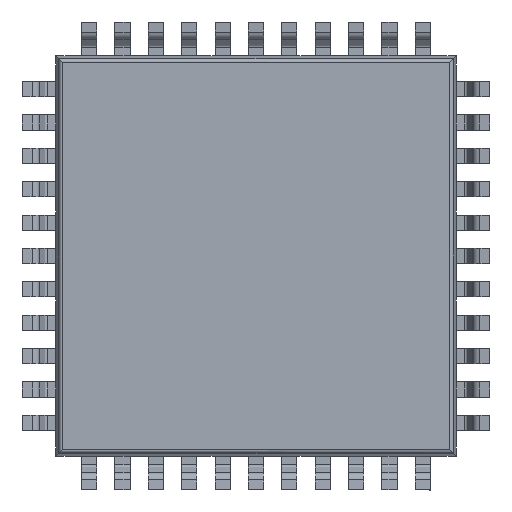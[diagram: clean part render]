
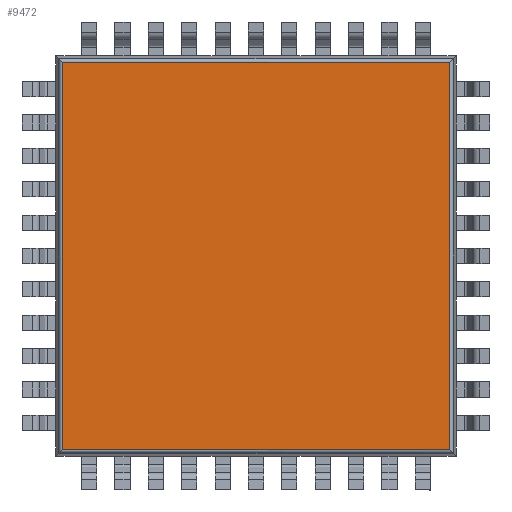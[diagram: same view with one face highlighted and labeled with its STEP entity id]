
A CAD part, front view. The second image highlights one B-rep face of the part: STEP entity #9472.
In plain terms, the highlighted planar face has unit normal (0, -1, 0).
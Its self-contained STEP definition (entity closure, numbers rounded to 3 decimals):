
#151 = CARTESIAN_POINT ( 'NONE',  ( 5.807, 0.15, -6. ) ) ;
#385 = CARTESIAN_POINT ( 'NONE',  ( -6., 0.15, -6. ) ) ;
#409 = DIRECTION ( 'NONE',  ( 1., 0., 0. ) ) ;
#604 = VERTEX_POINT ( 'NONE', #13053 ) ;
#638 = ORIENTED_EDGE ( 'NONE', *, *, #4183, .T. ) ;
#999 = EDGE_CURVE ( 'NONE', #604, #10248, #20747, .T. ) ;
#2444 = DIRECTION ( 'NONE',  ( 0., -1., 0. ) ) ;
#3636 = EDGE_LOOP ( 'NONE', ( #8605, #26216, #638, #18904 ) ) ;
#3943 = CARTESIAN_POINT ( 'NONE',  ( -6., 0.15, 5.807 ) ) ;
#4183 = EDGE_CURVE ( 'NONE', #10248, #11638, #27590, .T. ) ;
#5563 = VECTOR ( 'NONE', #8686, 1000. ) ;
#5963 = LINE ( 'NONE', #23928, #8295 ) ;
#7265 = DIRECTION ( 'NONE',  ( 0., 0., 1. ) ) ;
#8117 = CARTESIAN_POINT ( 'NONE',  ( -5.807, 0.15, 5.807 ) ) ;
#8165 = VERTEX_POINT ( 'NONE', #8117 ) ;
#8295 = VECTOR ( 'NONE', #19486, 1000. ) ;
#8605 = ORIENTED_EDGE ( 'NONE', *, *, #10241, .T. ) ;
#8686 = DIRECTION ( 'NONE',  ( -1., 0., 0. ) ) ;
#9472 = ADVANCED_FACE ( 'NONE', ( #23197 ), #20430, .T. ) ;
#10241 = EDGE_CURVE ( 'NONE', #8165, #604, #5963, .T. ) ;
#10248 = VERTEX_POINT ( 'NONE', #19059 ) ;
#10655 = VECTOR ( 'NONE', #409, 1000. ) ;
#11638 = VERTEX_POINT ( 'NONE', #24595 ) ;
#12275 = AXIS2_PLACEMENT_3D ( 'NONE', #385, #2444, #15808 ) ;
#13053 = CARTESIAN_POINT ( 'NONE',  ( -5.807, 0.15, -5.807 ) ) ;
#13612 = CARTESIAN_POINT ( 'NONE',  ( -6., 0.15, -5.807 ) ) ;
#15383 = LINE ( 'NONE', #3943, #5563 ) ;
#15808 = DIRECTION ( 'NONE',  ( 0., 0., -1. ) ) ;
#18904 = ORIENTED_EDGE ( 'NONE', *, *, #27957, .T. ) ;
#19059 = CARTESIAN_POINT ( 'NONE',  ( 5.807, 0.15, -5.807 ) ) ;
#19486 = DIRECTION ( 'NONE',  ( 0., 0., -1. ) ) ;
#20430 = PLANE ( 'NONE',  #12275 ) ;
#20747 = LINE ( 'NONE', #13612, #10655 ) ;
#23101 = VECTOR ( 'NONE', #7265, 1000. ) ;
#23197 = FACE_OUTER_BOUND ( 'NONE', #3636, .T. ) ;
#23928 = CARTESIAN_POINT ( 'NONE',  ( -5.807, 0.15, -6. ) ) ;
#24595 = CARTESIAN_POINT ( 'NONE',  ( 5.807, 0.15, 5.807 ) ) ;
#26216 = ORIENTED_EDGE ( 'NONE', *, *, #999, .T. ) ;
#27590 = LINE ( 'NONE', #151, #23101 ) ;
#27957 = EDGE_CURVE ( 'NONE', #11638, #8165, #15383, .T. ) ;
